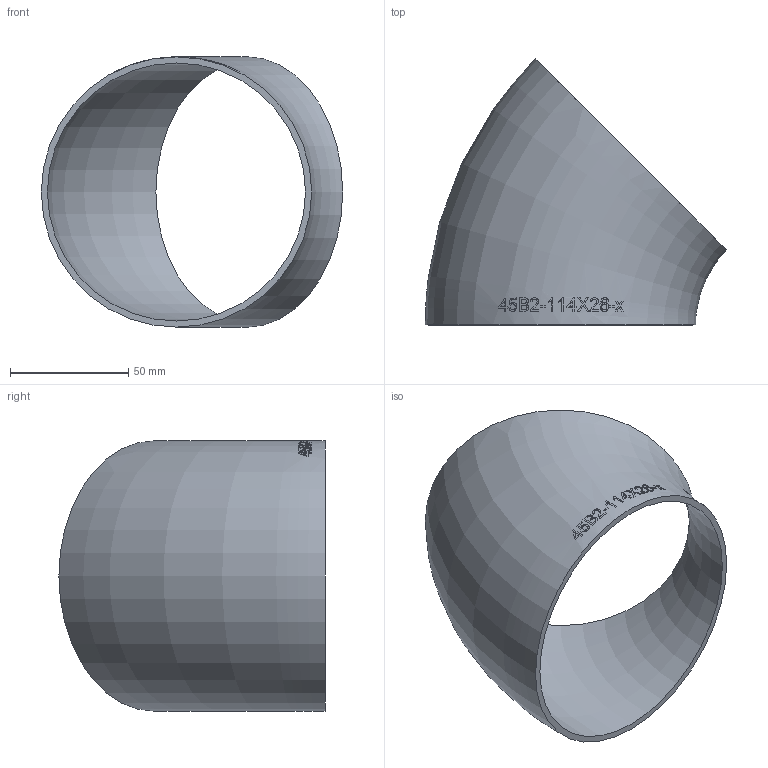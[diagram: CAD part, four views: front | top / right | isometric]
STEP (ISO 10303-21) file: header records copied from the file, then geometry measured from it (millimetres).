
FILE_DESCRIPTION (( 'STEP AP214' ), '1' );
FILE_NAME ('45B2-114X26-x Bogen 2005.STEP', '2020-05-05T15:19:40', ( '' ), ( '' ), 'SwSTEP 2.0', 'SolidWorks 2019', '' );
FILE_SCHEMA (( 'AUTOMOTIVE_DESIGN' ));
Length unit declared in the file: millimetre
Products named in the file (1): 45B2-114X26-x Bogen 2005
Bounding box: 127.44 x 112.54 x 114.3 mm (x, y, z)
Volume: 73087.8 mm3; surface area: 58059.2 mm2
Topology: 1 solids, 1 shells, 180 faces, 484 edges, 323 vertices
Faces by surface type: bspline 158, torus 20, plane 2
Entity records: 19776 total; most frequent: CARTESIAN_POINT 14780, ORIENTED_EDGE 956, EDGE_CURVE 478, B_SPLINE_CURVE_WITH_KNOTS 474, VERTEX_POINT 320, EDGE_LOOP 202, FACE_OUTER_BOUND 182, ADVANCED_FACE 180
